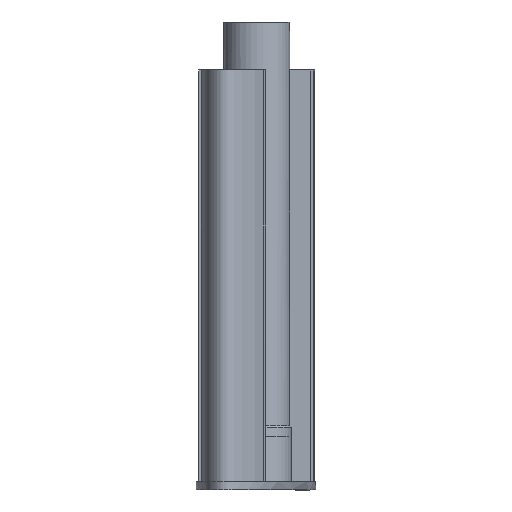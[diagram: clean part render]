
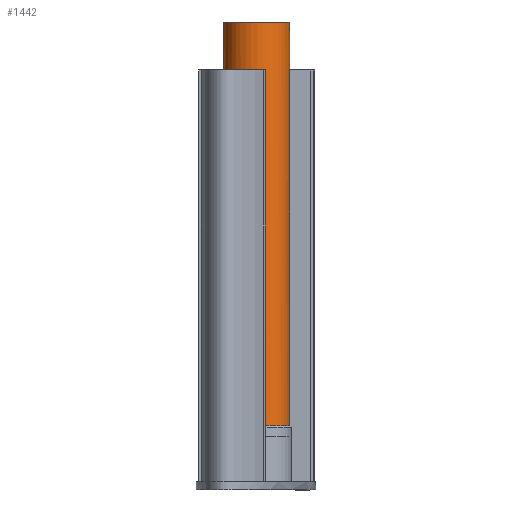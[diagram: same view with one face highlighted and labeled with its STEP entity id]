
A CAD part, left-side view. The second image highlights one B-rep face of the part: STEP entity #1442.
In plain terms, the highlighted cylindrical face has radius 11.75 mm (diameter 23.5 mm), a full revolution.
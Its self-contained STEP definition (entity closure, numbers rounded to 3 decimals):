
#136=CYLINDRICAL_SURFACE('',#1569,11.75);
#161=FACE_OUTER_BOUND('',#245,.T.);
#245=EDGE_LOOP('',(#1114,#1115,#1116,#1117,#1118,#1119,#1120,#1121,#1122,
#1123,#1124,#1125));
#348=LINE('',#2508,#489);
#370=LINE('',#2773,#511);
#371=LINE('',#2777,#512);
#372=LINE('',#2779,#513);
#373=LINE('',#2782,#514);
#489=VECTOR('',#1757,10.);
#511=VECTOR('',#1783,10.);
#512=VECTOR('',#1788,11.75);
#513=VECTOR('',#1789,10.);
#514=VECTOR('',#1792,10.);
#617=CIRCLE('',#1549,11.75);
#618=CIRCLE('',#1550,11.75);
#621=CIRCLE('',#1555,11.75);
#628=CIRCLE('',#1570,11.75);
#629=CIRCLE('',#1571,11.75);
#630=CIRCLE('',#1572,11.75);
#670=VERTEX_POINT('',#2457);
#672=VERTEX_POINT('',#2462);
#673=VERTEX_POINT('',#2464);
#677=VERTEX_POINT('',#2478);
#679=VERTEX_POINT('',#2481);
#687=VERTEX_POINT('',#2507);
#707=VERTEX_POINT('',#2771);
#708=VERTEX_POINT('',#2775);
#709=VERTEX_POINT('',#2778);
#710=VERTEX_POINT('',#2780);
#820=EDGE_CURVE('',#670,#672,#617,.T.);
#821=EDGE_CURVE('',#672,#673,#618,.T.);
#828=EDGE_CURVE('',#677,#679,#621,.T.);
#841=EDGE_CURVE('',#673,#687,#348,.T.);
#865=EDGE_CURVE('',#707,#677,#370,.T.);
#866=EDGE_CURVE('',#708,#708,#628,.T.);
#867=EDGE_CURVE('',#708,#672,#371,.T.);
#868=EDGE_CURVE('',#709,#670,#372,.T.);
#869=EDGE_CURVE('',#709,#710,#629,.T.);
#870=EDGE_CURVE('',#679,#710,#373,.T.);
#871=EDGE_CURVE('',#707,#687,#630,.T.);
#1114=ORIENTED_EDGE('',*,*,#866,.T.);
#1115=ORIENTED_EDGE('',*,*,#867,.T.);
#1116=ORIENTED_EDGE('',*,*,#820,.F.);
#1117=ORIENTED_EDGE('',*,*,#868,.F.);
#1118=ORIENTED_EDGE('',*,*,#869,.T.);
#1119=ORIENTED_EDGE('',*,*,#870,.F.);
#1120=ORIENTED_EDGE('',*,*,#828,.F.);
#1121=ORIENTED_EDGE('',*,*,#865,.F.);
#1122=ORIENTED_EDGE('',*,*,#871,.T.);
#1123=ORIENTED_EDGE('',*,*,#841,.F.);
#1124=ORIENTED_EDGE('',*,*,#821,.F.);
#1125=ORIENTED_EDGE('',*,*,#867,.F.);
#1442=ADVANCED_FACE('',(#161),#136,.T.);
#1549=AXIS2_PLACEMENT_3D('',#2463,#1712,#1713);
#1550=AXIS2_PLACEMENT_3D('',#2465,#1714,#1715);
#1555=AXIS2_PLACEMENT_3D('',#2482,#1727,#1728);
#1569=AXIS2_PLACEMENT_3D('',#2774,#1784,#1785);
#1570=AXIS2_PLACEMENT_3D('',#2776,#1786,#1787);
#1571=AXIS2_PLACEMENT_3D('',#2781,#1790,#1791);
#1572=AXIS2_PLACEMENT_3D('',#2783,#1793,#1794);
#1712=DIRECTION('center_axis',(0.,0.,-1.));
#1713=DIRECTION('ref_axis',(1.,0.,0.));
#1714=DIRECTION('center_axis',(0.,0.,-1.));
#1715=DIRECTION('ref_axis',(1.,0.,0.));
#1727=DIRECTION('center_axis',(0.,0.,-1.));
#1728=DIRECTION('ref_axis',(1.,0.,0.));
#1757=DIRECTION('',(0.,0.,1.));
#1783=DIRECTION('',(0.,0.,-1.));
#1784=DIRECTION('center_axis',(0.,0.,-1.));
#1785=DIRECTION('ref_axis',(1.,0.,0.));
#1786=DIRECTION('center_axis',(0.,0.,-1.));
#1787=DIRECTION('ref_axis',(-1.,0.,0.));
#1788=DIRECTION('',(0.,0.,-1.));
#1789=DIRECTION('',(0.,0.,-1.));
#1790=DIRECTION('center_axis',(0.,0.,1.));
#1791=DIRECTION('ref_axis',(-1.,0.,0.));
#1792=DIRECTION('',(0.,0.,1.));
#1793=DIRECTION('center_axis',(0.,0.,1.));
#1794=DIRECTION('ref_axis',(-1.,0.,0.));
#2457=CARTESIAN_POINT('',(97.451,-6.03,20.));
#2462=CARTESIAN_POINT('',(86.739,5.674,20.));
#2463=CARTESIAN_POINT('Origin',(98.489,5.674,20.));
#2464=CARTESIAN_POINT('',(97.462,17.379,20.));
#2465=CARTESIAN_POINT('Origin',(98.489,5.674,20.));
#2478=CARTESIAN_POINT('',(98.448,17.424,20.));
#2481=CARTESIAN_POINT('',(98.489,-6.076,20.));
#2482=CARTESIAN_POINT('Origin',(98.489,5.674,20.));
#2507=CARTESIAN_POINT('',(97.462,17.379,147.));
#2508=CARTESIAN_POINT('',(97.462,17.379,-4.));
#2771=CARTESIAN_POINT('',(98.448,17.424,147.));
#2773=CARTESIAN_POINT('',(98.448,17.424,-4.));
#2774=CARTESIAN_POINT('Origin',(98.489,5.674,-4.));
#2775=CARTESIAN_POINT('',(86.739,5.674,164.));
#2776=CARTESIAN_POINT('Origin',(98.489,5.674,164.));
#2777=CARTESIAN_POINT('',(86.739,5.674,-4.));
#2778=CARTESIAN_POINT('',(97.451,-6.03,147.));
#2779=CARTESIAN_POINT('',(97.451,-6.03,-4.));
#2780=CARTESIAN_POINT('',(98.489,-6.076,147.));
#2781=CARTESIAN_POINT('Origin',(98.489,5.674,147.));
#2782=CARTESIAN_POINT('',(98.489,-6.076,-4.));
#2783=CARTESIAN_POINT('Origin',(98.489,5.674,147.));
